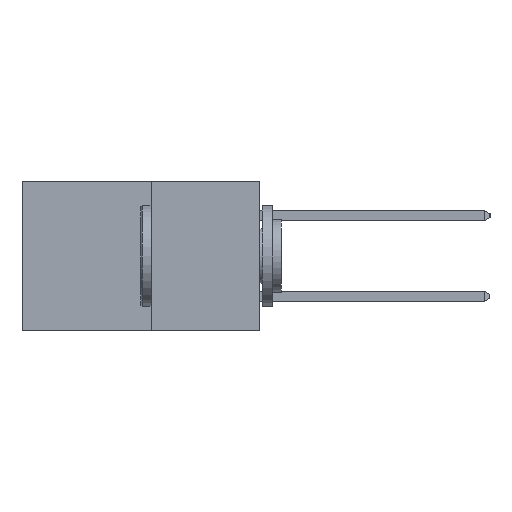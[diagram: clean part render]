
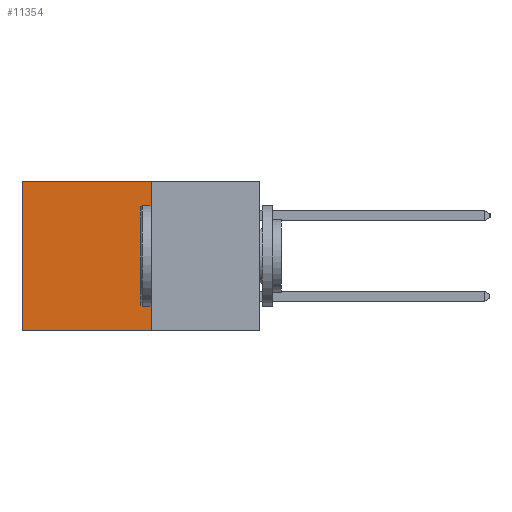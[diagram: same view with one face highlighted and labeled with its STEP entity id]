
A CAD part, left-side view. The second image highlights one B-rep face of the part: STEP entity #11354.
In plain terms, the highlighted planar face has unit normal (-1, 0, 0).
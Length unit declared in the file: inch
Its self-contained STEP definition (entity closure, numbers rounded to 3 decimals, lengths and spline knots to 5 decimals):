
#37 = EDGE_CURVE ( 'NONE', #5055, #6017, #3835, .T. ) ;
#157 = DIRECTION ( 'NONE',  ( 0., 0., -1. ) ) ;
#1043 = VECTOR ( 'NONE', #157, 39.37008 ) ;
#1432 = DIRECTION ( 'NONE',  ( 0., 1., 0. ) ) ;
#2426 = VERTEX_POINT ( 'NONE', #2733 ) ;
#2733 = CARTESIAN_POINT ( 'NONE',  ( 0.277, 0.27, -0.37 ) ) ;
#3381 = VECTOR ( 'NONE', #8722, 39.37008 ) ;
#3835 = LINE ( 'NONE', #13217, #3381 ) ;
#4035 = CARTESIAN_POINT ( 'NONE',  ( 0.277, 0.27, 0. ) ) ;
#5055 = VERTEX_POINT ( 'NONE', #4035 ) ;
#5320 = CARTESIAN_POINT ( 'NONE',  ( 0.277, 0.59, 0. ) ) ;
#6017 = VERTEX_POINT ( 'NONE', #5320 ) ;
#6212 = AXIS2_PLACEMENT_3D ( 'NONE', #12168, #17762, #9335 ) ;
#6731 = CARTESIAN_POINT ( 'NONE',  ( 0.277, 0.59, -0.37 ) ) ;
#7846 = PLANE ( 'NONE',  #6212 ) ;
#8722 = DIRECTION ( 'NONE',  ( 0., 1., 0. ) ) ;
#9335 = DIRECTION ( 'NONE',  ( 0., 0., -1. ) ) ;
#9469 = ORIENTED_EDGE ( 'NONE', *, *, #10303, .T. ) ;
#9689 = LINE ( 'NONE', #6731, #13017 ) ;
#9939 = ORIENTED_EDGE ( 'NONE', *, *, #16335, .F. ) ;
#9968 = EDGE_CURVE ( 'NONE', #2426, #11876, #15542, .T. ) ;
#10303 = EDGE_CURVE ( 'NONE', #6017, #11876, #9689, .T. ) ;
#10485 = CARTESIAN_POINT ( 'NONE',  ( 0.277, 0.59, -0.37 ) ) ;
#11170 = DIRECTION ( 'NONE',  ( 0., 0., -1. ) ) ;
#11354 = ADVANCED_FACE ( 'NONE', ( #16921 ), #7846, .F. ) ;
#11876 = VERTEX_POINT ( 'NONE', #10485 ) ;
#12168 = CARTESIAN_POINT ( 'NONE',  ( 0.277, 0.27, -0.37 ) ) ;
#12840 = LINE ( 'NONE', #16257, #1043 ) ;
#13017 = VECTOR ( 'NONE', #11170, 39.37008 ) ;
#13217 = CARTESIAN_POINT ( 'NONE',  ( 0.277, 0.27, 0. ) ) ;
#13255 = ORIENTED_EDGE ( 'NONE', *, *, #9968, .F. ) ;
#14608 = CARTESIAN_POINT ( 'NONE',  ( 0.277, 0.27, -0.37 ) ) ;
#14769 = EDGE_LOOP ( 'NONE', ( #9469, #13255, #9939, #17399 ) ) ;
#15090 = VECTOR ( 'NONE', #1432, 39.37008 ) ;
#15542 = LINE ( 'NONE', #14608, #15090 ) ;
#16257 = CARTESIAN_POINT ( 'NONE',  ( 0.277, 0.27, -0.37 ) ) ;
#16335 = EDGE_CURVE ( 'NONE', #5055, #2426, #12840, .T. ) ;
#16921 = FACE_OUTER_BOUND ( 'NONE', #14769, .T. ) ;
#17399 = ORIENTED_EDGE ( 'NONE', *, *, #37, .T. ) ;
#17762 = DIRECTION ( 'NONE',  ( 1., 0., 0. ) ) ;
